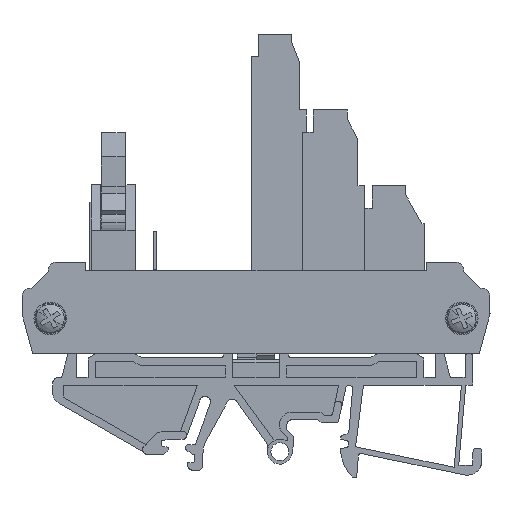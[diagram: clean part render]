
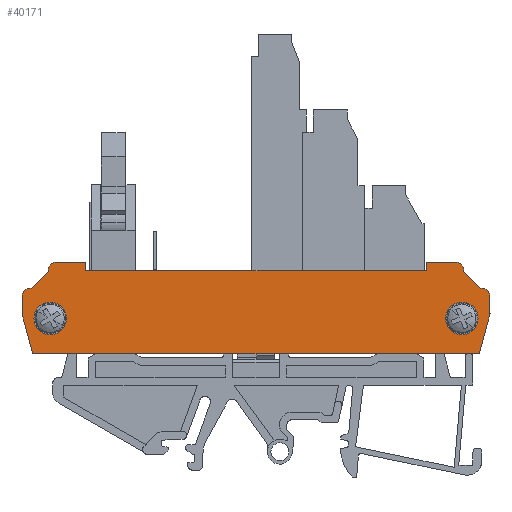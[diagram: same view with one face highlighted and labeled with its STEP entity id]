
A CAD part, left-side view. The second image highlights one B-rep face of the part: STEP entity #40171.
In plain terms, the highlighted planar face has unit normal (-1, 0, 0).
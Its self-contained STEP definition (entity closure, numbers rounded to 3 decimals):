
#12698=AXIS2_PLACEMENT_3D('Circle Axis2P3D',#12696,#12697,$) ;
#12730=AXIS2_PLACEMENT_3D('Circle Axis2P3D',#12728,#12729,$) ;
#14419=AXIS2_PLACEMENT_3D('Circle Axis2P3D',#14417,#14418,$) ;
#14460=AXIS2_PLACEMENT_3D('Circle Axis2P3D',#14458,#14459,$) ;
#22339=AXIS2_PLACEMENT_3D('Circle Axis2P3D',#22337,#22338,$) ;
#22369=AXIS2_PLACEMENT_3D('Circle Axis2P3D',#22367,#22368,$) ;
#22403=AXIS2_PLACEMENT_3D('Circle Axis2P3D',#22401,#22402,$) ;
#22433=AXIS2_PLACEMENT_3D('Circle Axis2P3D',#22431,#22432,$) ;
#40100=AXIS2_PLACEMENT_3D('Plane Axis2P3D',#40097,#40098,#40099) ;
#12693=CARTESIAN_POINT('Vertex',(0.,6.37,39.852)) ;
#12696=CARTESIAN_POINT('Axis2P3D Location',(0.,6.37,38.352)) ;
#12700=CARTESIAN_POINT('Vertex',(0.,4.87,38.352)) ;
#12725=CARTESIAN_POINT('Vertex',(0.,1.723,34.975)) ;
#12728=CARTESIAN_POINT('Axis2P3D Location',(0.,1.5,33.492)) ;
#12732=CARTESIAN_POINT('Vertex',(0.,0.,33.492)) ;
#14414=CARTESIAN_POINT('Vertex',(0.,81.53,38.352)) ;
#14417=CARTESIAN_POINT('Axis2P3D Location',(0.,80.03,38.352)) ;
#14421=CARTESIAN_POINT('Vertex',(0.,80.03,39.852)) ;
#14455=CARTESIAN_POINT('Vertex',(0.,86.4,33.492)) ;
#14458=CARTESIAN_POINT('Axis2P3D Location',(0.,84.9,33.492)) ;
#14462=CARTESIAN_POINT('Vertex',(0.,84.677,34.975)) ;
#22334=CARTESIAN_POINT('Vertex',(0.,8.2,29.452)) ;
#22337=CARTESIAN_POINT('Axis2P3D Location',(0.,5.2,29.452)) ;
#22341=CARTESIAN_POINT('Vertex',(0.,2.2,29.452)) ;
#22367=CARTESIAN_POINT('Axis2P3D Location',(0.,5.2,29.452)) ;
#22398=CARTESIAN_POINT('Vertex',(0.,84.2,29.452)) ;
#22401=CARTESIAN_POINT('Axis2P3D Location',(0.,81.2,29.452)) ;
#22405=CARTESIAN_POINT('Vertex',(0.,78.2,29.452)) ;
#22431=CARTESIAN_POINT('Axis2P3D Location',(0.,81.2,29.452)) ;
#38766=CARTESIAN_POINT('Vertex',(0.,81.53,38.122)) ;
#38774=CARTESIAN_POINT('Line Origine',(0.,83.103,36.549)) ;
#38803=CARTESIAN_POINT('Vertex',(0.,86.4,30.284)) ;
#38806=CARTESIAN_POINT('Line Origine',(0.,86.4,31.888)) ;
#38835=CARTESIAN_POINT('Vertex',(0.,84.435,22.952)) ;
#38838=CARTESIAN_POINT('Line Origine',(0.,85.418,26.618)) ;
#38982=CARTESIAN_POINT('Line Origine',(0.,81.53,38.237)) ;
#39027=CARTESIAN_POINT('Vertex',(0.,11.8,38.252)) ;
#39032=CARTESIAN_POINT('Line Origine',(0.,11.8,39.052)) ;
#39036=CARTESIAN_POINT('Vertex',(0.,11.8,39.852)) ;
#39068=CARTESIAN_POINT('Vertex',(0.,74.6,38.252)) ;
#39073=CARTESIAN_POINT('Line Origine',(0.,43.2,38.252)) ;
#39100=CARTESIAN_POINT('Vertex',(0.,74.6,39.852)) ;
#39105=CARTESIAN_POINT('Line Origine',(0.,74.6,39.052)) ;
#40097=CARTESIAN_POINT('Axis2P3D Location',(0.,1.5,33.492)) ;
#40102=CARTESIAN_POINT('Line Origine',(0.,3.297,36.549)) ;
#40106=CARTESIAN_POINT('Vertex',(0.,4.87,38.122)) ;
#40109=CARTESIAN_POINT('Line Origine',(0.,4.87,38.237)) ;
#40114=CARTESIAN_POINT('Line Origine',(0.,9.085,39.852)) ;
#40119=CARTESIAN_POINT('Line Origine',(0.,77.315,39.852)) ;
#40124=CARTESIAN_POINT('Line Origine',(0.,43.2,22.952)) ;
#40128=CARTESIAN_POINT('Vertex',(0.,1.965,22.952)) ;
#40131=CARTESIAN_POINT('Line Origine',(0.,0.982,26.618)) ;
#40135=CARTESIAN_POINT('Vertex',(0.,0.,30.284)) ;
#40138=CARTESIAN_POINT('Line Origine',(0.,0.,31.888)) ;
#12697=DIRECTION('Axis2P3D Direction',(1.,0.,0.)) ;
#12729=DIRECTION('Axis2P3D Direction',(1.,0.,0.)) ;
#14418=DIRECTION('Axis2P3D Direction',(1.,0.,0.)) ;
#14459=DIRECTION('Axis2P3D Direction',(1.,0.,0.)) ;
#22338=DIRECTION('Axis2P3D Direction',(-1.,0.,0.)) ;
#22368=DIRECTION('Axis2P3D Direction',(-1.,0.,0.)) ;
#22402=DIRECTION('Axis2P3D Direction',(-1.,0.,0.)) ;
#22432=DIRECTION('Axis2P3D Direction',(-1.,0.,0.)) ;
#38775=DIRECTION('Vector Direction',(0.,-0.707,0.707)) ;
#38807=DIRECTION('Vector Direction',(0.,0.,1.)) ;
#38839=DIRECTION('Vector Direction',(0.,0.259,0.966)) ;
#38983=DIRECTION('Vector Direction',(0.,0.,-1.)) ;
#39033=DIRECTION('Vector Direction',(0.,0.,1.)) ;
#39074=DIRECTION('Vector Direction',(0.,-1.,0.)) ;
#39106=DIRECTION('Vector Direction',(0.,0.,-1.)) ;
#40098=DIRECTION('Axis2P3D Direction',(1.,0.,0.)) ;
#40099=DIRECTION('Axis2P3D XDirection',(0.,1.,0.)) ;
#40103=DIRECTION('Vector Direction',(0.,-0.707,-0.707)) ;
#40110=DIRECTION('Vector Direction',(0.,0.,1.)) ;
#40115=DIRECTION('Vector Direction',(0.,-1.,0.)) ;
#40120=DIRECTION('Vector Direction',(0.,-1.,0.)) ;
#40125=DIRECTION('Vector Direction',(0.,1.,0.)) ;
#40132=DIRECTION('Vector Direction',(0.,0.259,-0.966)) ;
#40139=DIRECTION('Vector Direction',(0.,0.,-1.)) ;
#38776=VECTOR('Line Direction',#38775,1.) ;
#38808=VECTOR('Line Direction',#38807,1.) ;
#38840=VECTOR('Line Direction',#38839,1.) ;
#38984=VECTOR('Line Direction',#38983,1.) ;
#39034=VECTOR('Line Direction',#39033,1.) ;
#39075=VECTOR('Line Direction',#39074,1.) ;
#39107=VECTOR('Line Direction',#39106,1.) ;
#40104=VECTOR('Line Direction',#40103,1.) ;
#40111=VECTOR('Line Direction',#40110,1.) ;
#40116=VECTOR('Line Direction',#40115,1.) ;
#40121=VECTOR('Line Direction',#40120,1.) ;
#40126=VECTOR('Line Direction',#40125,1.) ;
#40133=VECTOR('Line Direction',#40132,1.) ;
#40140=VECTOR('Line Direction',#40139,1.) ;
#40144=ORIENTED_EDGE('',*,*,#40108,.F.) ;
#40145=ORIENTED_EDGE('',*,*,#40113,.T.) ;
#40146=ORIENTED_EDGE('',*,*,#12702,.F.) ;
#40147=ORIENTED_EDGE('',*,*,#40118,.F.) ;
#40148=ORIENTED_EDGE('',*,*,#39038,.F.) ;
#40149=ORIENTED_EDGE('',*,*,#39077,.F.) ;
#40150=ORIENTED_EDGE('',*,*,#39109,.F.) ;
#40151=ORIENTED_EDGE('',*,*,#40123,.F.) ;
#40152=ORIENTED_EDGE('',*,*,#14423,.F.) ;
#40153=ORIENTED_EDGE('',*,*,#38986,.T.) ;
#40154=ORIENTED_EDGE('',*,*,#38778,.F.) ;
#40155=ORIENTED_EDGE('',*,*,#14464,.F.) ;
#40156=ORIENTED_EDGE('',*,*,#38810,.F.) ;
#40157=ORIENTED_EDGE('',*,*,#38842,.F.) ;
#40158=ORIENTED_EDGE('',*,*,#40130,.F.) ;
#40159=ORIENTED_EDGE('',*,*,#40137,.F.) ;
#40160=ORIENTED_EDGE('',*,*,#40142,.F.) ;
#40161=ORIENTED_EDGE('',*,*,#12734,.F.) ;
#40164=ORIENTED_EDGE('',*,*,#22371,.F.) ;
#40165=ORIENTED_EDGE('',*,*,#22343,.F.) ;
#40168=ORIENTED_EDGE('',*,*,#22435,.F.) ;
#40169=ORIENTED_EDGE('',*,*,#22407,.F.) ;
#40166=FACE_BOUND('',#40163,.T.) ;
#40170=FACE_BOUND('',#40167,.T.) ;
#40171=ADVANCED_FACE('NONE',(#40162,#40166,#40170),#40101,.F.) ;
#12699=CIRCLE('generated circle',#12698,1.5) ;
#12731=CIRCLE('generated circle',#12730,1.5) ;
#14420=CIRCLE('generated circle',#14419,1.5) ;
#14461=CIRCLE('generated circle',#14460,1.5) ;
#22340=CIRCLE('generated circle',#22339,3.) ;
#22370=CIRCLE('generated circle',#22369,3.) ;
#22404=CIRCLE('generated circle',#22403,3.) ;
#22434=CIRCLE('generated circle',#22433,3.) ;
#12702=EDGE_CURVE('',#12694,#12701,#12699,.T.) ;
#12734=EDGE_CURVE('',#12726,#12733,#12731,.T.) ;
#14423=EDGE_CURVE('',#14415,#14422,#14420,.T.) ;
#14464=EDGE_CURVE('',#14456,#14463,#14461,.T.) ;
#22343=EDGE_CURVE('',#22335,#22342,#22340,.T.) ;
#22371=EDGE_CURVE('',#22342,#22335,#22370,.T.) ;
#22407=EDGE_CURVE('',#22399,#22406,#22404,.T.) ;
#22435=EDGE_CURVE('',#22406,#22399,#22434,.T.) ;
#38778=EDGE_CURVE('',#14463,#38767,#38777,.T.) ;
#38810=EDGE_CURVE('',#38804,#14456,#38809,.T.) ;
#38842=EDGE_CURVE('',#38836,#38804,#38841,.T.) ;
#38986=EDGE_CURVE('',#14415,#38767,#38985,.T.) ;
#39038=EDGE_CURVE('',#39028,#39037,#39035,.T.) ;
#39077=EDGE_CURVE('',#39069,#39028,#39076,.T.) ;
#39109=EDGE_CURVE('',#39101,#39069,#39108,.T.) ;
#40108=EDGE_CURVE('',#40107,#12726,#40105,.T.) ;
#40113=EDGE_CURVE('',#40107,#12701,#40112,.T.) ;
#40118=EDGE_CURVE('',#39037,#12694,#40117,.T.) ;
#40123=EDGE_CURVE('',#14422,#39101,#40122,.T.) ;
#40130=EDGE_CURVE('',#40129,#38836,#40127,.T.) ;
#40137=EDGE_CURVE('',#40136,#40129,#40134,.T.) ;
#40142=EDGE_CURVE('',#12733,#40136,#40141,.T.) ;
#40143=EDGE_LOOP('',(#40144,#40145,#40146,#40147,#40148,#40149,#40150,#40151,#40152,#40153,#40154,#40155,#40156,#40157,#40158,#40159,#40160,#40161)) ;
#40163=EDGE_LOOP('',(#40164,#40165)) ;
#40167=EDGE_LOOP('',(#40168,#40169)) ;
#40162=FACE_OUTER_BOUND('',#40143,.T.) ;
#38777=LINE('Line',#38774,#38776) ;
#38809=LINE('Line',#38806,#38808) ;
#38841=LINE('Line',#38838,#38840) ;
#38985=LINE('Line',#38982,#38984) ;
#39035=LINE('Line',#39032,#39034) ;
#39076=LINE('Line',#39073,#39075) ;
#39108=LINE('Line',#39105,#39107) ;
#40105=LINE('Line',#40102,#40104) ;
#40112=LINE('Line',#40109,#40111) ;
#40117=LINE('Line',#40114,#40116) ;
#40122=LINE('Line',#40119,#40121) ;
#40127=LINE('Line',#40124,#40126) ;
#40134=LINE('Line',#40131,#40133) ;
#40141=LINE('Line',#40138,#40140) ;
#40101=PLANE('',#40100) ;
#12694=VERTEX_POINT('',#12693) ;
#12701=VERTEX_POINT('',#12700) ;
#12726=VERTEX_POINT('',#12725) ;
#12733=VERTEX_POINT('',#12732) ;
#14415=VERTEX_POINT('',#14414) ;
#14422=VERTEX_POINT('',#14421) ;
#14456=VERTEX_POINT('',#14455) ;
#14463=VERTEX_POINT('',#14462) ;
#22335=VERTEX_POINT('',#22334) ;
#22342=VERTEX_POINT('',#22341) ;
#22399=VERTEX_POINT('',#22398) ;
#22406=VERTEX_POINT('',#22405) ;
#38767=VERTEX_POINT('',#38766) ;
#38804=VERTEX_POINT('',#38803) ;
#38836=VERTEX_POINT('',#38835) ;
#39028=VERTEX_POINT('',#39027) ;
#39037=VERTEX_POINT('',#39036) ;
#39069=VERTEX_POINT('',#39068) ;
#39101=VERTEX_POINT('',#39100) ;
#40107=VERTEX_POINT('',#40106) ;
#40129=VERTEX_POINT('',#40128) ;
#40136=VERTEX_POINT('',#40135) ;
